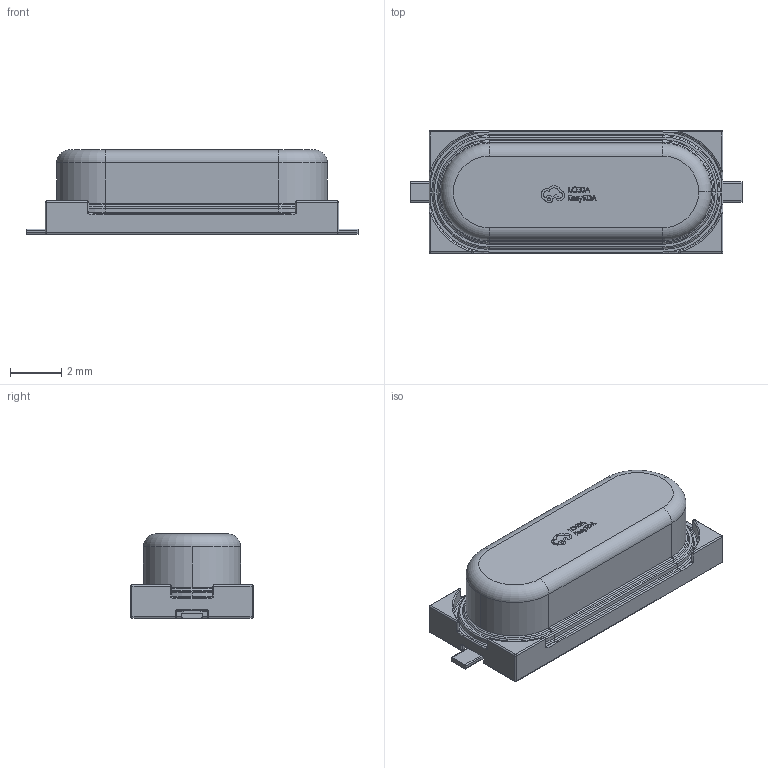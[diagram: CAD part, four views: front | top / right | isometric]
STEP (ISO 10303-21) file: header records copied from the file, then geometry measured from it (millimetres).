
FILE_DESCRIPTION (( 'STEP AP214' ), '1' );
FILE_NAME ('OSC-SMD_L11.5-W4.8-H3.3-LS13.0.step', '2022-07-07T03:31:18', ( '' ), ( '' ), 'SwSTEP 2.0', 'SolidWorks 2020', '' );
FILE_SCHEMA (( 'AUTOMOTIVE_DESIGN' ));
Length unit declared in the file: millimetre
Products named in the file (1): OSC-SMD_L11.5-W4.8-H3.3-LS13.0
Bounding box: 13 x 4.8 x 3.3 mm (x, y, z)
Volume: 138.7 mm3; surface area: 223.6 mm2
Topology: 2 solids, 2 shells, 496 faces, 1271 edges, 784 vertices
Faces by surface type: plane 218, bspline 128, cylinder 90, torus 38, sphere 22
Entity records: 22925 total; most frequent: CARTESIAN_POINT 6434, ORIENTED_EDGE 2486, DIRECTION 1899, EDGE_CURVE 1243, VERTEX_POINT 780, LINE 737, VECTOR 737, AXIS2_PLACEMENT_3D 581
